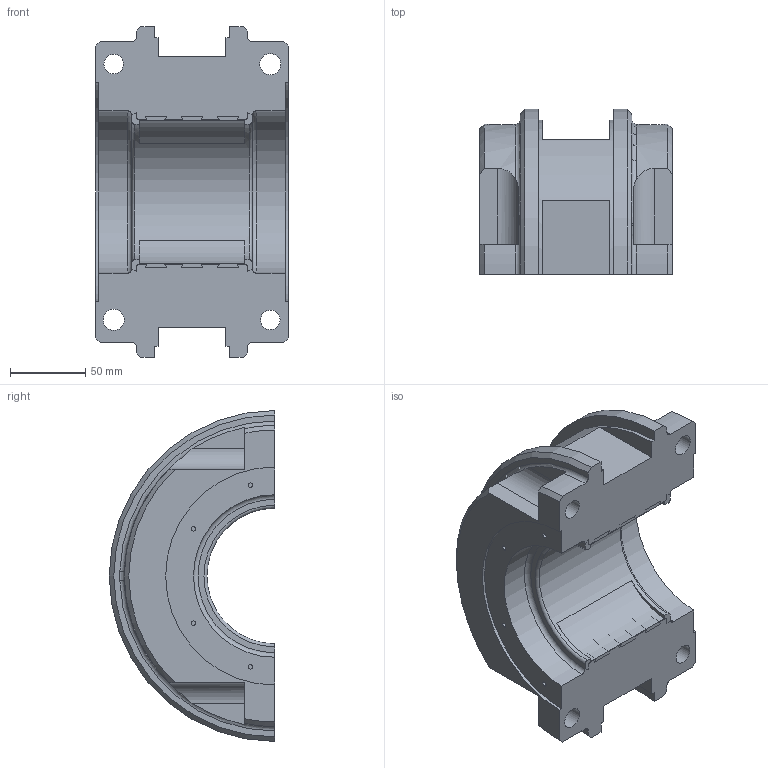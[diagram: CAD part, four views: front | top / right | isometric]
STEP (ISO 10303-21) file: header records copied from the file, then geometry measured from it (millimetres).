
FILE_DESCRIPTION(/* description */ (''),/* implementation_level */ '2;1');
FILE_NAME(/* name */ '3-04-23045-side1.stp',/* time_stamp */ '2023-12-04T10:55:46+05:00',/* author */ (''),/* organization */ (''),/* preprocessor_version */ 'ST-DEVELOPER v16.7',/* originating_system */ 'SIEMENS PLM Software NX 12.0',/* authorisation */ '');
FILE_SCHEMA (('AUTOMOTIVE_DESIGN { 1 0 10303 214 3 1 1 1 }'));
Length unit declared in the file: millimetre
Products named in the file (1): model1
Bounding box: 128 x 110 x 220 mm (x, y, z)
Volume: 1433481.4 mm3; surface area: 154421.2 mm2
Topology: 2 solids, 2 shells, 149 faces, 400 edges, 267 vertices
Faces by surface type: plane 56, cylinder 53, cone 26, torus 12, bspline 2
Full cylindrical faces by diameter (mm): 3 x8, 6 x1, 6.8 x2, 13 x2, 14 x3, 20 x1, 21 x2
Entity records: 4735 total; most frequent: CARTESIAN_POINT 983, DIRECTION 804, ORIENTED_EDGE 740, EDGE_CURVE 370, AXIS2_PLACEMENT_3D 314, VERTEX_POINT 260, EDGE_LOOP 190, LINE 176
